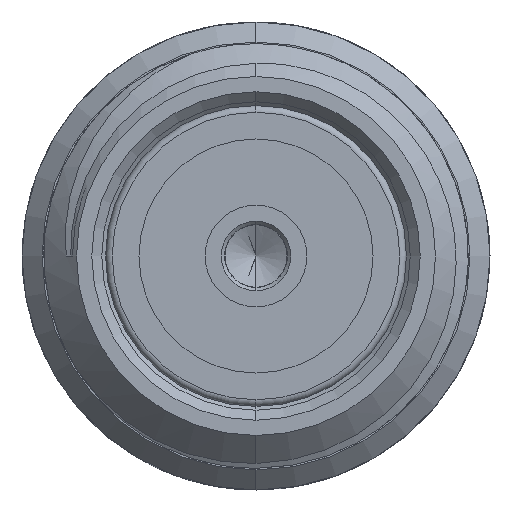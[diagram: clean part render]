
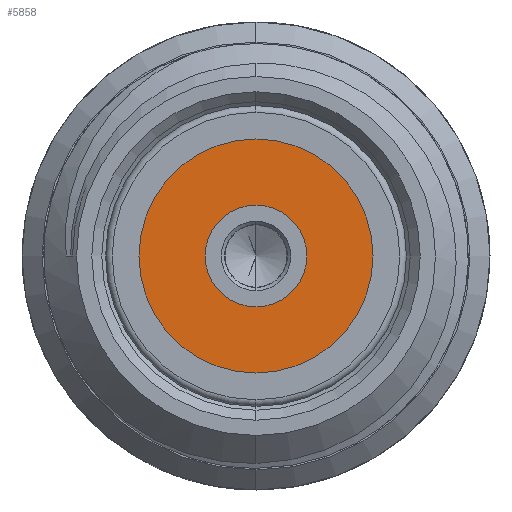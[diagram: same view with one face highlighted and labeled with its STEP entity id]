
A CAD part, left-side view. The second image highlights one B-rep face of the part: STEP entity #5858.
In plain terms, the highlighted planar face has unit normal (-1, 0, 0).
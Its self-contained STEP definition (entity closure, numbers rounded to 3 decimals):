
#146 = CARTESIAN_POINT ( 'NONE',  ( -52.419, 177.306, -6.35 ) ) ;
#503 = EDGE_LOOP ( 'NONE', ( #5159, #3886 ) ) ;
#674 = DIRECTION ( 'NONE',  ( 1., 0., 0. ) ) ;
#746 = CIRCLE ( 'NONE', #2366, 6.35 ) ;
#1065 = VERTEX_POINT ( 'NONE', #146 ) ;
#1206 = ORIENTED_EDGE ( 'NONE', *, *, #2034, .T. ) ;
#1455 = DIRECTION ( 'NONE',  ( 1., 0., 0. ) ) ;
#1641 = FACE_OUTER_BOUND ( 'NONE', #503, .T. ) ;
#1741 = CIRCLE ( 'NONE', #5603, 6.35 ) ;
#1874 = CARTESIAN_POINT ( 'NONE',  ( -52.419, 177.306, 6.35 ) ) ;
#2034 = EDGE_CURVE ( 'NONE', #1065, #5150, #1741, .T. ) ;
#2274 = VERTEX_POINT ( 'NONE', #5252 ) ;
#2322 = DIRECTION ( 'NONE',  ( 0., 0., -1. ) ) ;
#2366 = AXIS2_PLACEMENT_3D ( 'NONE', #5511, #4186, #2322 ) ;
#2383 = DIRECTION ( 'NONE',  ( 0., 0., -1. ) ) ;
#2405 = CARTESIAN_POINT ( 'NONE',  ( -52.419, 177.306, 0. ) ) ;
#2495 = CARTESIAN_POINT ( 'NONE',  ( -52.419, 177.306, 0. ) ) ;
#2659 = EDGE_CURVE ( 'NONE', #5150, #1065, #746, .T. ) ;
#2692 = EDGE_CURVE ( 'NONE', #2274, #4152, #3922, .T. ) ;
#2810 = DIRECTION ( 'NONE',  ( 0., 0., -1. ) ) ;
#3128 = FACE_BOUND ( 'NONE', #5581, .T. ) ;
#3190 = CARTESIAN_POINT ( 'NONE',  ( -52.419, 177.306, 17.5 ) ) ;
#3256 = DIRECTION ( 'NONE',  ( 0., 0., -1. ) ) ;
#3265 = PLANE ( 'NONE',  #4893 ) ;
#3757 = ORIENTED_EDGE ( 'NONE', *, *, #2659, .T. ) ;
#3886 = ORIENTED_EDGE ( 'NONE', *, *, #4279, .F. ) ;
#3922 = CIRCLE ( 'NONE', #4172, 17.5 ) ;
#4146 = DIRECTION ( 'NONE',  ( 1., 0., 0. ) ) ;
#4152 = VERTEX_POINT ( 'NONE', #3190 ) ;
#4172 = AXIS2_PLACEMENT_3D ( 'NONE', #5471, #4146, #3256 ) ;
#4186 = DIRECTION ( 'NONE',  ( 1., 0., 0. ) ) ;
#4279 = EDGE_CURVE ( 'NONE', #4152, #2274, #4756, .T. ) ;
#4643 = CARTESIAN_POINT ( 'NONE',  ( -52.419, 0., 0. ) ) ;
#4696 = DIRECTION ( 'NONE',  ( 1., 0., 0. ) ) ;
#4756 = CIRCLE ( 'NONE', #5611, 17.5 ) ;
#4893 = AXIS2_PLACEMENT_3D ( 'NONE', #4643, #1455, #2810 ) ;
#5150 = VERTEX_POINT ( 'NONE', #1874 ) ;
#5159 = ORIENTED_EDGE ( 'NONE', *, *, #2692, .F. ) ;
#5252 = CARTESIAN_POINT ( 'NONE',  ( -52.419, 177.306, -17.5 ) ) ;
#5471 = CARTESIAN_POINT ( 'NONE',  ( -52.419, 177.306, 0. ) ) ;
#5511 = CARTESIAN_POINT ( 'NONE',  ( -52.419, 177.306, 0. ) ) ;
#5581 = EDGE_LOOP ( 'NONE', ( #1206, #3757 ) ) ;
#5603 = AXIS2_PLACEMENT_3D ( 'NONE', #2495, #674, #5647 ) ;
#5611 = AXIS2_PLACEMENT_3D ( 'NONE', #2405, #4696, #2383 ) ;
#5647 = DIRECTION ( 'NONE',  ( 0., 0., -1. ) ) ;
#5858 = ADVANCED_FACE ( 'NONE', ( #1641, #3128 ), #3265, .F. ) ;
